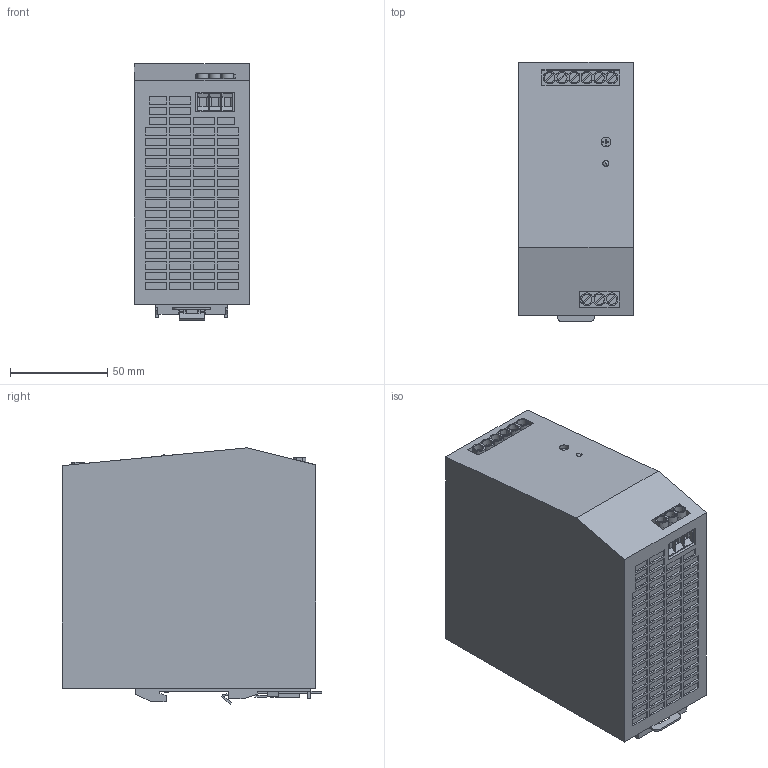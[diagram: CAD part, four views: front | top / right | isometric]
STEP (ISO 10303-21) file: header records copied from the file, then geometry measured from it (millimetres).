
FILE_DESCRIPTION(('Creo Elements/Direct Modeling STEP Export'),'2;1');
FILE_NAME('model.stp','2019-10-01T16:03:01',(''),(''),'Creo Elements/Direct Modeling STEP processor for AP214 (Solid Model)','Creo Elements/Direct Modeling 20.1A 29-Sep-2018 (C) Parametric Technology GmbH','');
FILE_SCHEMA(('AUTOMOTIVE_DESIGN { 1 0 10303 214 1 1 1 1 }'));
Length unit declared in the file: millimetre
Products named in the file (2): UNO2_PS_1AC_24DC_480W-select
Assembly tree (1 placements, depth 2):
  UNO2_PS_1AC_24DC_480W-select
    UNO2_PS_1AC_24DC_480W-select
Bounding box: 59.1 x 133.1 x 131.66 mm (x, y, z)
Volume: 911253.3 mm3; surface area: 69807 mm2
Topology: 1 solids, 1 shells, 1149 faces, 2887 edges, 1921 vertices
Faces by surface type: plane 1086, cylinder 61, sphere 2
Entity records: 38098 total; most frequent: CARTESIAN_POINT 5879, ORIENTED_EDGE 5770, DIRECTION 5211, EDGE_CURVE 2885, VECTOR 2705, LINE 2705, VERTEX_POINT 1921, EDGE_LOOP 1334
